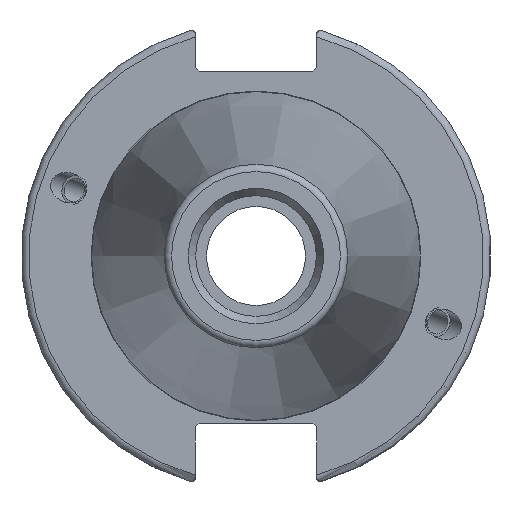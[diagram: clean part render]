
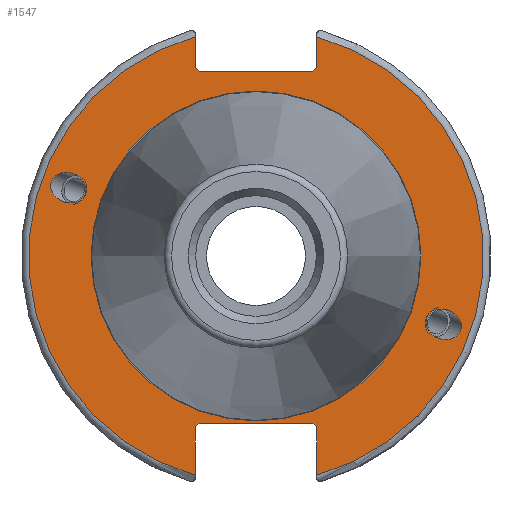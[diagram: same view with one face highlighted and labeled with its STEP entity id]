
A CAD part, left-side view. The second image highlights one B-rep face of the part: STEP entity #1547.
In plain terms, the highlighted planar face has unit normal (-1, 0, 0).
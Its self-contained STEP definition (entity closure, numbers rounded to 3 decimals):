
#39=ELLIPSE('',#1675,2.442,2.);
#48=ELLIPSE('',#1718,2.442,2.);
#61=FACE_BOUND('',#284,.T.);
#62=FACE_BOUND('',#285,.T.);
#63=FACE_BOUND('',#286,.T.);
#79=PLANE('',#1726);
#184=FACE_OUTER_BOUND('',#283,.T.);
#283=EDGE_LOOP('',(#1254,#1255,#1256,#1257,#1258,#1259,#1260,#1261,#1262,
#1263,#1264,#1265));
#284=EDGE_LOOP('',(#1266));
#285=EDGE_LOOP('',(#1267));
#286=EDGE_LOOP('',(#1268));
#383=CIRCLE('',#1724,22.3);
#385=CIRCLE('',#1727,30.75);
#386=CIRCLE('',#1728,30.75);
#455=LINE('',#2805,#547);
#456=LINE('',#2807,#548);
#457=LINE('',#2809,#549);
#458=LINE('',#2811,#550);
#459=LINE('',#2813,#551);
#460=LINE('',#2817,#552);
#461=LINE('',#2819,#553);
#462=LINE('',#2821,#554);
#463=LINE('',#2823,#555);
#464=LINE('',#2824,#556);
#547=VECTOR('',#2069,10.);
#548=VECTOR('',#2070,10.);
#549=VECTOR('',#2071,10.);
#550=VECTOR('',#2072,10.);
#551=VECTOR('',#2073,10.);
#552=VECTOR('',#2076,10.);
#553=VECTOR('',#2077,10.);
#554=VECTOR('',#2078,10.);
#555=VECTOR('',#2079,10.);
#556=VECTOR('',#2080,10.);
#685=VERTEX_POINT('',#2564);
#727=VERTEX_POINT('',#2785);
#731=VERTEX_POINT('',#2796);
#732=VERTEX_POINT('',#2801);
#733=VERTEX_POINT('',#2802);
#734=VERTEX_POINT('',#2804);
#735=VERTEX_POINT('',#2806);
#736=VERTEX_POINT('',#2808);
#737=VERTEX_POINT('',#2810);
#738=VERTEX_POINT('',#2812);
#739=VERTEX_POINT('',#2814);
#740=VERTEX_POINT('',#2816);
#741=VERTEX_POINT('',#2818);
#742=VERTEX_POINT('',#2820);
#743=VERTEX_POINT('',#2822);
#860=EDGE_CURVE('',#685,#685,#39,.T.);
#918=EDGE_CURVE('',#727,#727,#48,.T.);
#923=EDGE_CURVE('',#731,#731,#383,.T.);
#925=EDGE_CURVE('',#732,#733,#385,.T.);
#926=EDGE_CURVE('',#732,#734,#455,.T.);
#927=EDGE_CURVE('',#735,#734,#456,.T.);
#928=EDGE_CURVE('',#735,#736,#457,.T.);
#929=EDGE_CURVE('',#737,#736,#458,.T.);
#930=EDGE_CURVE('',#737,#738,#459,.T.);
#931=EDGE_CURVE('',#739,#738,#386,.T.);
#932=EDGE_CURVE('',#739,#740,#460,.T.);
#933=EDGE_CURVE('',#741,#740,#461,.T.);
#934=EDGE_CURVE('',#741,#742,#462,.T.);
#935=EDGE_CURVE('',#743,#742,#463,.T.);
#936=EDGE_CURVE('',#743,#733,#464,.T.);
#1254=ORIENTED_EDGE('',*,*,#925,.F.);
#1255=ORIENTED_EDGE('',*,*,#926,.T.);
#1256=ORIENTED_EDGE('',*,*,#927,.F.);
#1257=ORIENTED_EDGE('',*,*,#928,.T.);
#1258=ORIENTED_EDGE('',*,*,#929,.F.);
#1259=ORIENTED_EDGE('',*,*,#930,.T.);
#1260=ORIENTED_EDGE('',*,*,#931,.F.);
#1261=ORIENTED_EDGE('',*,*,#932,.T.);
#1262=ORIENTED_EDGE('',*,*,#933,.F.);
#1263=ORIENTED_EDGE('',*,*,#934,.T.);
#1264=ORIENTED_EDGE('',*,*,#935,.F.);
#1265=ORIENTED_EDGE('',*,*,#936,.T.);
#1266=ORIENTED_EDGE('',*,*,#860,.T.);
#1267=ORIENTED_EDGE('',*,*,#918,.T.);
#1268=ORIENTED_EDGE('',*,*,#923,.F.);
#1547=ADVANCED_FACE('',(#184,#61,#62,#63),#79,.T.);
#1675=AXIS2_PLACEMENT_3D('',#2566,#1945,#1946);
#1718=AXIS2_PLACEMENT_3D('',#2787,#2048,#2049);
#1724=AXIS2_PLACEMENT_3D('',#2798,#2061,#2062);
#1726=AXIS2_PLACEMENT_3D('',#2800,#2065,#2066);
#1727=AXIS2_PLACEMENT_3D('',#2803,#2067,#2068);
#1728=AXIS2_PLACEMENT_3D('',#2815,#2074,#2075);
#1945=DIRECTION('center_axis',(1.,0.,0.));
#1946=DIRECTION('ref_axis',(0.,-0.94,-0.342));
#2048=DIRECTION('center_axis',(1.,0.,0.));
#2049=DIRECTION('ref_axis',(0.,0.94,0.342));
#2061=DIRECTION('center_axis',(-1.,0.,0.));
#2062=DIRECTION('ref_axis',(0.,-1.,0.));
#2065=DIRECTION('center_axis',(-1.,0.,0.));
#2066=DIRECTION('ref_axis',(0.,0.,1.));
#2067=DIRECTION('center_axis',(1.,0.,0.));
#2068=DIRECTION('ref_axis',(0.,-1.,0.));
#2069=DIRECTION('',(0.,0.,-1.));
#2070=DIRECTION('',(0.,-0.707,0.707));
#2071=DIRECTION('',(0.,1.,0.));
#2072=DIRECTION('',(0.,-0.707,-0.707));
#2073=DIRECTION('',(0.,0.,1.));
#2074=DIRECTION('center_axis',(1.,0.,0.));
#2075=DIRECTION('ref_axis',(0.,1.,0.));
#2076=DIRECTION('',(0.,0.,1.));
#2077=DIRECTION('',(0.,0.707,-0.707));
#2078=DIRECTION('',(0.,-1.,0.));
#2079=DIRECTION('',(0.,0.707,0.707));
#2080=DIRECTION('',(0.,0.,-1.));
#2564=CARTESIAN_POINT('',(3.175,-23.077,-8.399));
#2566=CARTESIAN_POINT('Origin',(3.175,-25.372,-9.235));
#2785=CARTESIAN_POINT('',(3.175,23.077,8.399));
#2787=CARTESIAN_POINT('Origin',(3.175,25.372,9.235));
#2796=CARTESIAN_POINT('',(3.175,0.,22.3));
#2798=CARTESIAN_POINT('Origin',(3.175,0.,0.));
#2800=CARTESIAN_POINT('Origin',(3.175,31.75,0.));
#2801=CARTESIAN_POINT('',(3.175,-8.19,29.639));
#2802=CARTESIAN_POINT('',(3.175,-8.19,-29.639));
#2803=CARTESIAN_POINT('Origin',(3.175,0.,0.));
#2804=CARTESIAN_POINT('',(3.175,-8.19,25.5));
#2805=CARTESIAN_POINT('',(3.175,-8.19,12.5));
#2806=CARTESIAN_POINT('',(3.175,-7.69,25.));
#2807=CARTESIAN_POINT('',(3.175,8.295,9.015));
#2808=CARTESIAN_POINT('',(3.175,7.69,25.));
#2809=CARTESIAN_POINT('',(3.175,15.875,25.));
#2810=CARTESIAN_POINT('',(3.175,8.19,25.5));
#2811=CARTESIAN_POINT('',(3.175,7.58,24.89));
#2812=CARTESIAN_POINT('',(3.175,8.19,29.639));
#2813=CARTESIAN_POINT('',(3.175,8.19,12.5));
#2814=CARTESIAN_POINT('',(3.175,8.19,-29.639));
#2815=CARTESIAN_POINT('Origin',(3.175,0.,0.));
#2816=CARTESIAN_POINT('',(3.175,8.19,-23.1));
#2817=CARTESIAN_POINT('',(3.175,8.19,-11.3));
#2818=CARTESIAN_POINT('',(3.175,7.69,-22.6));
#2819=CARTESIAN_POINT('',(3.175,8.18,-23.09));
#2820=CARTESIAN_POINT('',(3.175,-7.69,-22.6));
#2821=CARTESIAN_POINT('',(3.175,15.875,-22.6));
#2822=CARTESIAN_POINT('',(3.175,-8.19,-23.1));
#2823=CARTESIAN_POINT('',(3.175,7.695,-7.215));
#2824=CARTESIAN_POINT('',(3.175,-8.19,-11.3));
